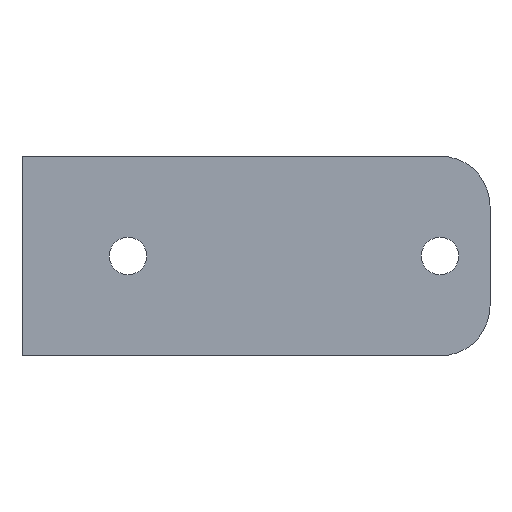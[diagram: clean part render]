
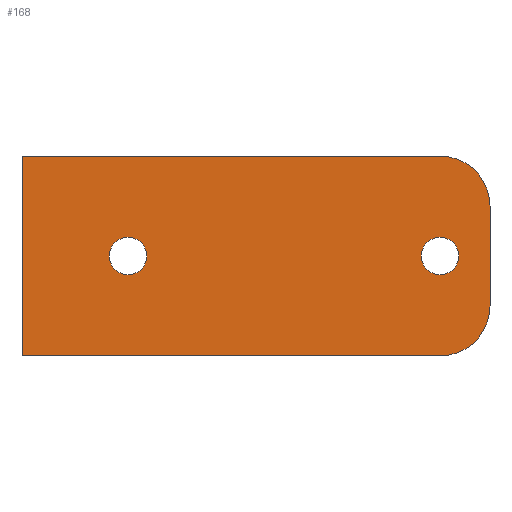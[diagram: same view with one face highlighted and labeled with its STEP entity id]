
A CAD part, front view. The second image highlights one B-rep face of the part: STEP entity #168.
In plain terms, the highlighted planar face has unit normal (0, -1, 0).
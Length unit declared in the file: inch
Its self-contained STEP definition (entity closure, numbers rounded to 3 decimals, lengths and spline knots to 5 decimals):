
#1 = FACE_BOUND ( 'NONE', #254, .T. ) ;
#4 = LINE ( 'NONE', #276, #12 ) ;
#10 = VERTEX_POINT ( 'NONE', #35 ) ;
#12 = VECTOR ( 'NONE', #368, 39.37008 ) ;
#14 = ORIENTED_EDGE ( 'NONE', *, *, #304, .T. ) ;
#20 = VERTEX_POINT ( 'NONE', #596 ) ;
#29 = EDGE_CURVE ( 'NONE', #573, #474, #4, .T. ) ;
#30 = ORIENTED_EDGE ( 'NONE', *, *, #528, .T. ) ;
#35 = CARTESIAN_POINT ( 'NONE',  ( 4.40625, -0.28125, 1.5 ) ) ;
#38 = FACE_OUTER_BOUND ( 'NONE', #257, .T. ) ;
#41 = DIRECTION ( 'NONE',  ( 0., -1., 0. ) ) ;
#43 = DIRECTION ( 'NONE',  ( 0., 1., 0. ) ) ;
#81 = CARTESIAN_POINT ( 'NONE',  ( 3.90625, -0.28125, 0.5 ) ) ;
#94 = DIRECTION ( 'NONE',  ( 0., -1., 0. ) ) ;
#97 = AXIS2_PLACEMENT_3D ( 'NONE', #322, #457, #189 ) ;
#115 = VERTEX_POINT ( 'NONE', #500 ) ;
#123 = DIRECTION ( 'NONE',  ( 0., 1., 0. ) ) ;
#136 = CARTESIAN_POINT ( 'NONE',  ( 3.90625, -0.28125, 1. ) ) ;
#138 = AXIS2_PLACEMENT_3D ( 'NONE', #294, #364, #269 ) ;
#144 = CARTESIAN_POINT ( 'NONE',  ( 3.71875, -0.28125, 1. ) ) ;
#147 = EDGE_CURVE ( 'NONE', #10, #597, #579, .T. ) ;
#152 = DIRECTION ( 'NONE',  ( 0., 0., -1. ) ) ;
#158 = ORIENTED_EDGE ( 'NONE', *, *, #174, .T. ) ;
#159 = ORIENTED_EDGE ( 'NONE', *, *, #478, .T. ) ;
#163 = VECTOR ( 'NONE', #498, 39.37008 ) ;
#164 = AXIS2_PLACEMENT_3D ( 'NONE', #136, #43, #277 ) ;
#168 = ADVANCED_FACE ( 'NONE', ( #1, #289, #38 ), #229, .F. ) ;
#174 = EDGE_CURVE ( 'NONE', #212, #271, #207, .T. ) ;
#176 = EDGE_LOOP ( 'NONE', ( #226, #158 ) ) ;
#177 = AXIS2_PLACEMENT_3D ( 'NONE', #587, #123, #314 ) ;
#189 = DIRECTION ( 'NONE',  ( -1., 0., 0. ) ) ;
#198 = LINE ( 'NONE', #394, #580 ) ;
#199 = AXIS2_PLACEMENT_3D ( 'NONE', #81, #41, #230 ) ;
#207 = CIRCLE ( 'NONE', #164, 0.1875 ) ;
#209 = CIRCLE ( 'NONE', #138, 0.1875 ) ;
#212 = VERTEX_POINT ( 'NONE', #508 ) ;
#217 = CIRCLE ( 'NONE', #548, 0.1875 ) ;
#226 = ORIENTED_EDGE ( 'NONE', *, *, #381, .T. ) ;
#229 = PLANE ( 'NONE',  #97 ) ;
#230 = DIRECTION ( 'NONE',  ( -1., 0., 0. ) ) ;
#233 = DIRECTION ( 'NONE',  ( -1., 0., 0. ) ) ;
#244 = CARTESIAN_POINT ( 'NONE',  ( -0.28125, -0.28125, 0. ) ) ;
#254 = EDGE_LOOP ( 'NONE', ( #335, #159 ) ) ;
#257 = EDGE_LOOP ( 'NONE', ( #382, #30, #355, #293, #472, #14 ) ) ;
#260 = CIRCLE ( 'NONE', #199, 0.5 ) ;
#264 = DIRECTION ( 'NONE',  ( 0., 0., -1. ) ) ;
#269 = DIRECTION ( 'NONE',  ( -1., 0., 0. ) ) ;
#270 = EDGE_CURVE ( 'NONE', #480, #115, #217, .T. ) ;
#271 = VERTEX_POINT ( 'NONE', #144 ) ;
#276 = CARTESIAN_POINT ( 'NONE',  ( 0., -0.28125, 0. ) ) ;
#277 = DIRECTION ( 'NONE',  ( -1., 0., 0. ) ) ;
#289 = FACE_BOUND ( 'NONE', #176, .T. ) ;
#293 = ORIENTED_EDGE ( 'NONE', *, *, #147, .T. ) ;
#294 = CARTESIAN_POINT ( 'NONE',  ( 3.90625, -0.28125, 1. ) ) ;
#304 = EDGE_CURVE ( 'NONE', #20, #573, #473, .T. ) ;
#314 = DIRECTION ( 'NONE',  ( -1., 0., 0. ) ) ;
#317 = CARTESIAN_POINT ( 'NONE',  ( 0.59375, -0.28125, 1. ) ) ;
#322 = CARTESIAN_POINT ( 'NONE',  ( 0., -0.28125, 2. ) ) ;
#323 = CARTESIAN_POINT ( 'NONE',  ( 3.90625, -0.28125, 0. ) ) ;
#335 = ORIENTED_EDGE ( 'NONE', *, *, #270, .T. ) ;
#351 = DIRECTION ( 'NONE',  ( -1., 0., 0. ) ) ;
#355 = ORIENTED_EDGE ( 'NONE', *, *, #365, .F. ) ;
#364 = DIRECTION ( 'NONE',  ( 0., 1., 0. ) ) ;
#365 = EDGE_CURVE ( 'NONE', #10, #534, #198, .T. ) ;
#368 = DIRECTION ( 'NONE',  ( 1., 0., 0. ) ) ;
#378 = AXIS2_PLACEMENT_3D ( 'NONE', #550, #94, #233 ) ;
#381 = EDGE_CURVE ( 'NONE', #271, #212, #209, .T. ) ;
#382 = ORIENTED_EDGE ( 'NONE', *, *, #29, .T. ) ;
#394 = CARTESIAN_POINT ( 'NONE',  ( 4.40625, -0.28125, 2. ) ) ;
#412 = EDGE_CURVE ( 'NONE', #20, #597, #533, .T. ) ;
#427 = CARTESIAN_POINT ( 'NONE',  ( 0.78125, -0.28125, 1. ) ) ;
#448 = CARTESIAN_POINT ( 'NONE',  ( 4.40625, -0.28125, 0.5 ) ) ;
#457 = DIRECTION ( 'NONE',  ( 0., 1., 0. ) ) ;
#464 = CARTESIAN_POINT ( 'NONE',  ( 3.90625, -0.28125, 2. ) ) ;
#472 = ORIENTED_EDGE ( 'NONE', *, *, #412, .F. ) ;
#473 = LINE ( 'NONE', #563, #589 ) ;
#474 = VERTEX_POINT ( 'NONE', #323 ) ;
#478 = EDGE_CURVE ( 'NONE', #115, #480, #521, .T. ) ;
#480 = VERTEX_POINT ( 'NONE', #317 ) ;
#487 = DIRECTION ( 'NONE',  ( 0., 1., 0. ) ) ;
#498 = DIRECTION ( 'NONE',  ( 1., 0., 0. ) ) ;
#500 = CARTESIAN_POINT ( 'NONE',  ( 0.96875, -0.28125, 1. ) ) ;
#508 = CARTESIAN_POINT ( 'NONE',  ( 4.09375, -0.28125, 1. ) ) ;
#521 = CIRCLE ( 'NONE', #177, 0.1875 ) ;
#528 = EDGE_CURVE ( 'NONE', #474, #534, #260, .T. ) ;
#533 = LINE ( 'NONE', #581, #163 ) ;
#534 = VERTEX_POINT ( 'NONE', #448 ) ;
#548 = AXIS2_PLACEMENT_3D ( 'NONE', #427, #487, #351 ) ;
#550 = CARTESIAN_POINT ( 'NONE',  ( 3.90625, -0.28125, 1.5 ) ) ;
#563 = CARTESIAN_POINT ( 'NONE',  ( -0.28125, -0.28125, 2. ) ) ;
#573 = VERTEX_POINT ( 'NONE', #244 ) ;
#579 = CIRCLE ( 'NONE', #378, 0.5 ) ;
#580 = VECTOR ( 'NONE', #152, 39.37008 ) ;
#581 = CARTESIAN_POINT ( 'NONE',  ( 0., -0.28125, 2. ) ) ;
#587 = CARTESIAN_POINT ( 'NONE',  ( 0.78125, -0.28125, 1. ) ) ;
#589 = VECTOR ( 'NONE', #264, 39.37008 ) ;
#596 = CARTESIAN_POINT ( 'NONE',  ( -0.28125, -0.28125, 2. ) ) ;
#597 = VERTEX_POINT ( 'NONE', #464 ) ;
